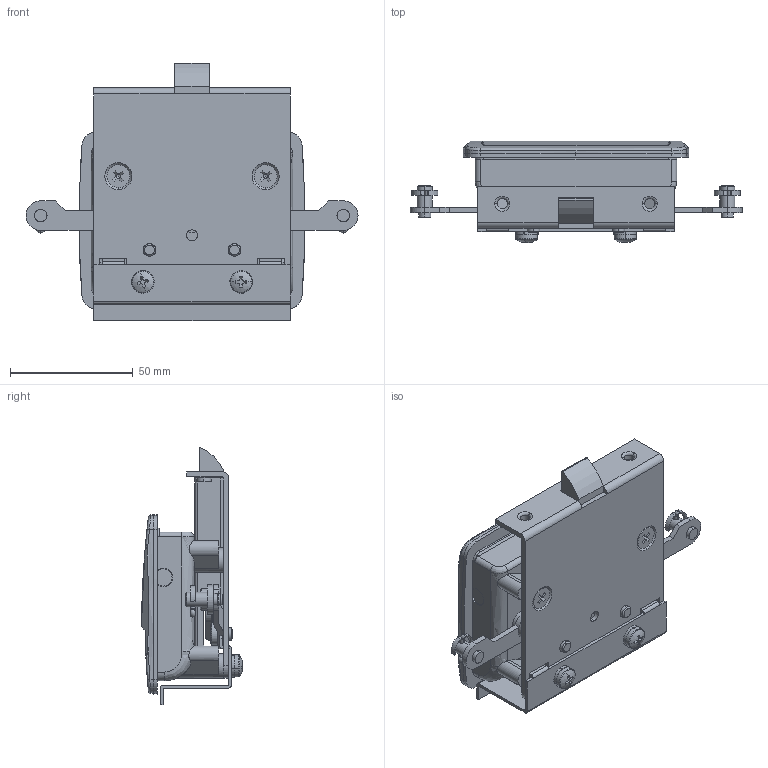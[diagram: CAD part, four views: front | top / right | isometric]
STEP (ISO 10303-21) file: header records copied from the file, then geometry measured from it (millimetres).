
FILE_DESCRIPTION (( 'STEP AP203' ), '1' );
FILE_NAME ('AP-151R-A-2-2.STEP', '2014-07-09T07:27:50', ( '' ), ( '' ), 'SwSTEP 2.0', 'SolidWorks 2012', '' );
FILE_SCHEMA (( 'CONFIG_CONTROL_DESIGN' ));
Length unit declared in the file: millimetre
Products named in the file (16): AP-151R-A-2-2; A-151R-A-2-2_妱傝僺儞丂屇傃2_L=15庢晅忬懺冇8幉; A-151R-A-2-2_リンクプレート用ピン; A-151R-A-2-2_儕儞僋僾儗乕僩C; A-151R-A-2-2_リンクプレート用ｼｬﾌﾄ; A-151R-A-2-2_儕儞僋僾儗乕僩B; A-151R-A-2-2_儕儞僋僾儗乕僩A; A-151R-A-2-2十字穴付なべねじM5(SW付)__M5 x 10; A-151R-A-2-2ƒnƒ“ƒhƒ‹ƒVƒƒƒtƒg_; A-151R-A-2-2僷僢僉儞_; A-151R-A-2-2押え板_; A-151R-A-2-2十字穴付皿ねじM5__M5×8; A-151R-A-2-2僴儞僪儖_; A-151R-A-2-2連動タイプ用ラッチ_; A-151R-A-2-2本体_; A-151R-A-2-2僈僀僪僾儗乕僩_
Assembly tree (25 placements, depth 2):
  AP-151R-A-2-2
    A-151R-A-2-2僈僀僪僾儗乕僩_
    A-151R-A-2-2本体_
    A-151R-A-2-2連動タイプ用ラッチ_
    A-151R-A-2-2僴儞僪儖_
    A-151R-A-2-2十字穴付皿ねじM5__M5×8  x4
    A-151R-A-2-2押え板_
    A-151R-A-2-2僷僢僉儞_
    A-151R-A-2-2ƒnƒ“ƒhƒ‹ƒVƒƒƒtƒg_
    A-151R-A-2-2十字穴付なべねじM5(SW付)__M5 x 10  x2
    A-151R-A-2-2_儕儞僋僾儗乕僩A
    A-151R-A-2-2_儕儞僋僾儗乕僩B
    A-151R-A-2-2_リンクプレート用ｼｬﾌﾄ  x4
    A-151R-A-2-2_儕儞僋僾儗乕僩C  x2
    A-151R-A-2-2_リンクプレート用ピン  x2
    A-151R-A-2-2_妱傝僺儞丂屇傃2_L=15庢晅忬懺冇8幉  x2
Bounding box: 135.17 x 41.27 x 104.8 mm (x, y, z)
Volume: 85382.8 mm3; surface area: 81603.2 mm2
Topology: 25 solids, 25 shells, 853 faces, 2149 edges, 1350 vertices
Faces by surface type: plane 356, cylinder 303, cone 78, torus 69, bspline 41, sphere 6
Entity records: 24115 total; most frequent: CARTESIAN_POINT 6690, DIRECTION 3255, ORIENTED_EDGE 3248, EDGE_CURVE 1624, AXIS2_PLACEMENT_3D 1220, VERTEX_POINT 1038, VECTOR 815, LINE 815
